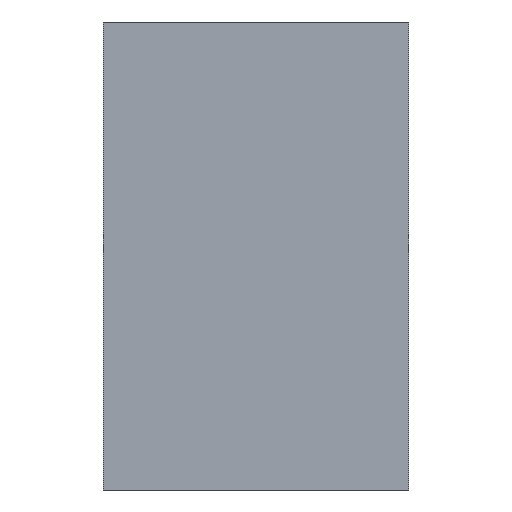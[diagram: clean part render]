
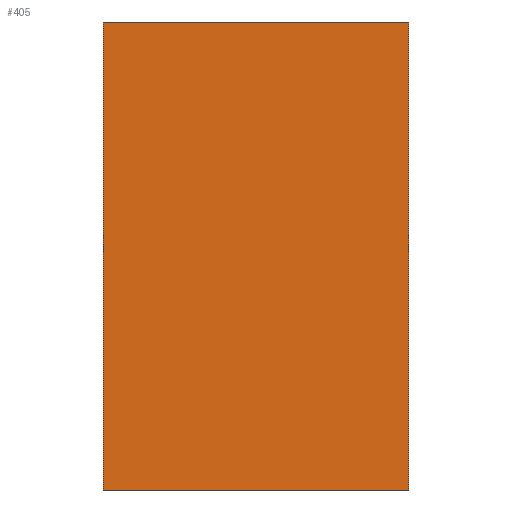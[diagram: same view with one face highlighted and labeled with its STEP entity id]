
A CAD part, left-side view. The second image highlights one B-rep face of the part: STEP entity #405.
In plain terms, the highlighted planar face has unit normal (-1, 0, 0).
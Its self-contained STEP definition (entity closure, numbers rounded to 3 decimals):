
#7 = CARTESIAN_POINT ( 'NONE',  ( -22.5, -7.5, 11.5 ) ) ;
#20 = PLANE ( 'NONE',  #183 ) ;
#36 = CARTESIAN_POINT ( 'NONE',  ( -22.5, -7.5, 11.5 ) ) ;
#77 = VERTEX_POINT ( 'NONE', #36 ) ;
#100 = VECTOR ( 'NONE', #357, 1000. ) ;
#141 = LINE ( 'NONE', #7, #352 ) ;
#149 = CARTESIAN_POINT ( 'NONE',  ( -22.5, -7.5, -11.5 ) ) ;
#150 = ORIENTED_EDGE ( 'NONE', *, *, #510, .F. ) ;
#161 = LINE ( 'NONE', #435, #100 ) ;
#183 = AXIS2_PLACEMENT_3D ( 'NONE', #234, #312, #516 ) ;
#198 = EDGE_CURVE ( 'NONE', #253, #285, #360, .T. ) ;
#219 = CARTESIAN_POINT ( 'NONE',  ( -22.5, 7.5, -11.5 ) ) ;
#234 = CARTESIAN_POINT ( 'NONE',  ( -22.5, 7.5, 11.5 ) ) ;
#235 = ORIENTED_EDGE ( 'NONE', *, *, #485, .T. ) ;
#253 = VERTEX_POINT ( 'NONE', #385 ) ;
#259 = ORIENTED_EDGE ( 'NONE', *, *, #198, .T. ) ;
#285 = VERTEX_POINT ( 'NONE', #219 ) ;
#287 = VECTOR ( 'NONE', #473, 1000. ) ;
#301 = EDGE_CURVE ( 'NONE', #77, #527, #141, .T. ) ;
#307 = VECTOR ( 'NONE', #453, 1000. ) ;
#312 = DIRECTION ( 'NONE',  ( 1., 0., 0. ) ) ;
#331 = CARTESIAN_POINT ( 'NONE',  ( -22.5, 7.5, 11.5 ) ) ;
#352 = VECTOR ( 'NONE', #470, 1000. ) ;
#357 = DIRECTION ( 'NONE',  ( 0., -1., 0. ) ) ;
#360 = LINE ( 'NONE', #331, #307 ) ;
#385 = CARTESIAN_POINT ( 'NONE',  ( -22.5, 7.5, 11.5 ) ) ;
#405 = ADVANCED_FACE ( 'NONE', ( #520 ), #20, .F. ) ;
#435 = CARTESIAN_POINT ( 'NONE',  ( -22.5, 7.5, -11.5 ) ) ;
#437 = CARTESIAN_POINT ( 'NONE',  ( -22.5, 7.5, 11.5 ) ) ;
#438 = EDGE_LOOP ( 'NONE', ( #235, #474, #150, #259 ) ) ;
#453 = DIRECTION ( 'NONE',  ( 0., 0., -1. ) ) ;
#468 = LINE ( 'NONE', #437, #287 ) ;
#470 = DIRECTION ( 'NONE',  ( 0., 0., -1. ) ) ;
#473 = DIRECTION ( 'NONE',  ( 0., -1., 0. ) ) ;
#474 = ORIENTED_EDGE ( 'NONE', *, *, #301, .F. ) ;
#485 = EDGE_CURVE ( 'NONE', #285, #527, #161, .T. ) ;
#510 = EDGE_CURVE ( 'NONE', #253, #77, #468, .T. ) ;
#516 = DIRECTION ( 'NONE',  ( 0., 1., 0. ) ) ;
#520 = FACE_OUTER_BOUND ( 'NONE', #438, .T. ) ;
#527 = VERTEX_POINT ( 'NONE', #149 ) ;
